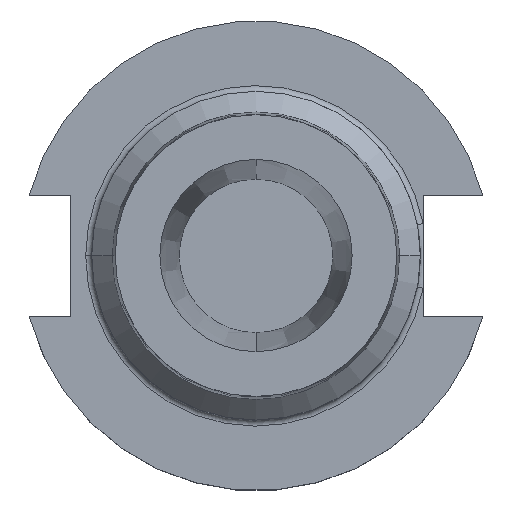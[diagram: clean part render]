
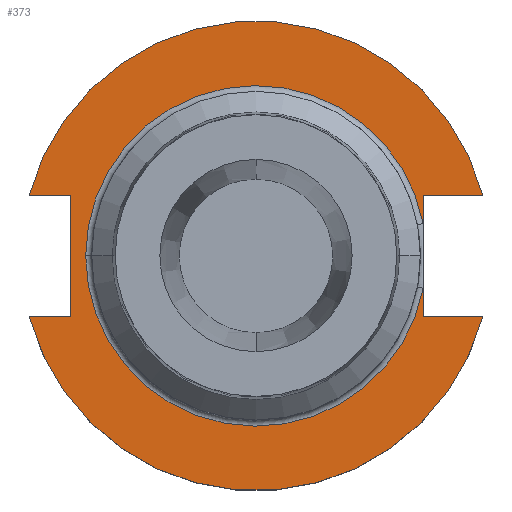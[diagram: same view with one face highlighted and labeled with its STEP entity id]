
A CAD part, top view. The second image highlights one B-rep face of the part: STEP entity #373.
In plain terms, the highlighted planar face has unit normal (0, 0, 1).
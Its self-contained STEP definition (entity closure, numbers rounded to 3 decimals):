
#7 = DIRECTION ( 'NONE',  ( -1., 0., 0. ) ) ;
#9 = VERTEX_POINT ( 'NONE', #1604 ) ;
#17 = CIRCLE ( 'NONE', #1663, 23.025 ) ;
#22 = CARTESIAN_POINT ( 'NONE',  ( 0., -8.191, 19.05 ) ) ;
#45 = DIRECTION ( 'NONE',  ( 0., 0., -1. ) ) ;
#49 = DIRECTION ( 'NONE',  ( 0., 1., 0. ) ) ;
#57 = CARTESIAN_POINT ( 'NONE',  ( -61.091, 8.191, 19.05 ) ) ;
#85 = DIRECTION ( 'NONE',  ( -1., 0., 0. ) ) ;
#88 = VERTEX_POINT ( 'NONE', #1445 ) ;
#97 = LINE ( 'NONE', #713, #430 ) ;
#107 = EDGE_CURVE ( 'NONE', #671, #9, #502, .T. ) ;
#108 = CARTESIAN_POINT ( 'NONE',  ( 0., 0., 19.05 ) ) ;
#129 = VECTOR ( 'NONE', #1175, 1000. ) ;
#144 = CARTESIAN_POINT ( 'NONE',  ( 0., 0., 19.05 ) ) ;
#174 = VECTOR ( 'NONE', #393, 1000. ) ;
#182 = EDGE_CURVE ( 'NONE', #1666, #1701, #492, .T. ) ;
#213 = LINE ( 'NONE', #924, #174 ) ;
#249 = DIRECTION ( 'NONE',  ( 0., 0., 1. ) ) ;
#274 = CARTESIAN_POINT ( 'NONE',  ( -25.091, 8.191, 19.05 ) ) ;
#281 = EDGE_CURVE ( 'NONE', #668, #1429, #1329, .T. ) ;
#315 = ORIENTED_EDGE ( 'NONE', *, *, #182, .T. ) ;
#373 = ADVANCED_FACE ( 'NONE', ( #1206 ), #757, .F. ) ;
#393 = DIRECTION ( 'NONE',  ( 1., 0., 0. ) ) ;
#430 = VECTOR ( 'NONE', #1643, 1000. ) ;
#459 = ORIENTED_EDGE ( 'NONE', *, *, #1425, .T. ) ;
#479 = ORIENTED_EDGE ( 'NONE', *, *, #1015, .F. ) ;
#483 = ORIENTED_EDGE ( 'NONE', *, *, #519, .T. ) ;
#492 = CIRCLE ( 'NONE', #1063, 23.025 ) ;
#502 = LINE ( 'NONE', #663, #129 ) ;
#519 = EDGE_CURVE ( 'NONE', #912, #88, #1713, .T. ) ;
#545 = ORIENTED_EDGE ( 'NONE', *, *, #1374, .T. ) ;
#595 = DIRECTION ( 'NONE',  ( -1., 0., 0. ) ) ;
#596 = LINE ( 'NONE', #985, #1277 ) ;
#656 = CARTESIAN_POINT ( 'NONE',  ( 0., 8.191, 19.05 ) ) ;
#658 = CIRCLE ( 'NONE', #1164, 31.75 ) ;
#663 = CARTESIAN_POINT ( 'NONE',  ( -25.091, 8.191, 19.05 ) ) ;
#668 = VERTEX_POINT ( 'NONE', #952 ) ;
#671 = VERTEX_POINT ( 'NONE', #274 ) ;
#697 = CARTESIAN_POINT ( 'NONE',  ( 30.675, 8.191, 19.05 ) ) ;
#708 = VERTEX_POINT ( 'NONE', #834 ) ;
#713 = CARTESIAN_POINT ( 'NONE',  ( 22.606, 22.225, 19.05 ) ) ;
#757 = PLANE ( 'NONE',  #1539 ) ;
#780 = ORIENTED_EDGE ( 'NONE', *, *, #811, .T. ) ;
#811 = EDGE_CURVE ( 'NONE', #865, #708, #596, .T. ) ;
#834 = CARTESIAN_POINT ( 'NONE',  ( 22.606, 8.191, 19.05 ) ) ;
#865 = VERTEX_POINT ( 'NONE', #1244 ) ;
#889 = AXIS2_PLACEMENT_3D ( 'NONE', #108, #923, #1721 ) ;
#897 = DIRECTION ( 'NONE',  ( 1., 0., 0. ) ) ;
#912 = VERTEX_POINT ( 'NONE', #697 ) ;
#923 = DIRECTION ( 'NONE',  ( 0., 0., 1. ) ) ;
#924 = CARTESIAN_POINT ( 'NONE',  ( -61.091, -8.191, 19.05 ) ) ;
#952 = CARTESIAN_POINT ( 'NONE',  ( 22.606, -8.191, 19.05 ) ) ;
#953 = DIRECTION ( 'NONE',  ( 0., 0., -1. ) ) ;
#974 = DIRECTION ( 'NONE',  ( 1., 0., 0. ) ) ;
#985 = CARTESIAN_POINT ( 'NONE',  ( 22.606, 22.225, 19.05 ) ) ;
#987 = VECTOR ( 'NONE', #974, 1000. ) ;
#995 = CARTESIAN_POINT ( 'NONE',  ( -30.675, -8.191, 19.05 ) ) ;
#1015 = EDGE_CURVE ( 'NONE', #1137, #9, #213, .T. ) ;
#1016 = ORIENTED_EDGE ( 'NONE', *, *, #107, .T. ) ;
#1024 = CARTESIAN_POINT ( 'NONE',  ( 30.675, -8.191, 19.05 ) ) ;
#1033 = CARTESIAN_POINT ( 'NONE',  ( -23.025, 0., 19.05 ) ) ;
#1040 = CARTESIAN_POINT ( 'NONE',  ( 0., 0., 19.05 ) ) ;
#1063 = AXIS2_PLACEMENT_3D ( 'NONE', #144, #953, #7 ) ;
#1093 = ORIENTED_EDGE ( 'NONE', *, *, #1615, .F. ) ;
#1137 = VERTEX_POINT ( 'NONE', #995 ) ;
#1153 = DIRECTION ( 'NONE',  ( 0., 0., -1. ) ) ;
#1164 = AXIS2_PLACEMENT_3D ( 'NONE', #1040, #249, #1168 ) ;
#1167 = EDGE_LOOP ( 'NONE', ( #545, #315, #459, #780, #1093, #483, #1726, #1016, #479, #1568, #1199 ) ) ;
#1168 = DIRECTION ( 'NONE',  ( 1., 0., 0. ) ) ;
#1175 = DIRECTION ( 'NONE',  ( 0., -1., 0. ) ) ;
#1199 = ORIENTED_EDGE ( 'NONE', *, *, #281, .F. ) ;
#1206 = FACE_OUTER_BOUND ( 'NONE', #1167, .T. ) ;
#1227 = EDGE_CURVE ( 'NONE', #88, #671, #1742, .T. ) ;
#1244 = CARTESIAN_POINT ( 'NONE',  ( 22.606, 4.373, 19.05 ) ) ;
#1257 = VECTOR ( 'NONE', #897, 1000. ) ;
#1273 = LINE ( 'NONE', #656, #1675 ) ;
#1277 = VECTOR ( 'NONE', #49, 1000. ) ;
#1314 = DIRECTION ( 'NONE',  ( -1., 0., 0. ) ) ;
#1329 = LINE ( 'NONE', #22, #987 ) ;
#1361 = CARTESIAN_POINT ( 'NONE',  ( 22.606, -4.373, 19.05 ) ) ;
#1374 = EDGE_CURVE ( 'NONE', #668, #1666, #97, .T. ) ;
#1412 = CARTESIAN_POINT ( 'NONE',  ( 0., 0., 19.05 ) ) ;
#1425 = EDGE_CURVE ( 'NONE', #1701, #865, #17, .T. ) ;
#1429 = VERTEX_POINT ( 'NONE', #1024 ) ;
#1445 = CARTESIAN_POINT ( 'NONE',  ( -30.675, 8.191, 19.05 ) ) ;
#1539 = AXIS2_PLACEMENT_3D ( 'NONE', #1550, #45, #595 ) ;
#1550 = CARTESIAN_POINT ( 'NONE',  ( 0., 22.225, 19.05 ) ) ;
#1568 = ORIENTED_EDGE ( 'NONE', *, *, #1584, .T. ) ;
#1584 = EDGE_CURVE ( 'NONE', #1137, #1429, #658, .T. ) ;
#1604 = CARTESIAN_POINT ( 'NONE',  ( -25.091, -8.191, 19.05 ) ) ;
#1615 = EDGE_CURVE ( 'NONE', #912, #708, #1273, .T. ) ;
#1643 = DIRECTION ( 'NONE',  ( 0., 1., 0. ) ) ;
#1663 = AXIS2_PLACEMENT_3D ( 'NONE', #1412, #1153, #85 ) ;
#1666 = VERTEX_POINT ( 'NONE', #1361 ) ;
#1675 = VECTOR ( 'NONE', #1314, 1000. ) ;
#1701 = VERTEX_POINT ( 'NONE', #1033 ) ;
#1713 = CIRCLE ( 'NONE', #889, 31.75 ) ;
#1721 = DIRECTION ( 'NONE',  ( 1., 0., 0. ) ) ;
#1726 = ORIENTED_EDGE ( 'NONE', *, *, #1227, .T. ) ;
#1742 = LINE ( 'NONE', #57, #1257 ) ;
